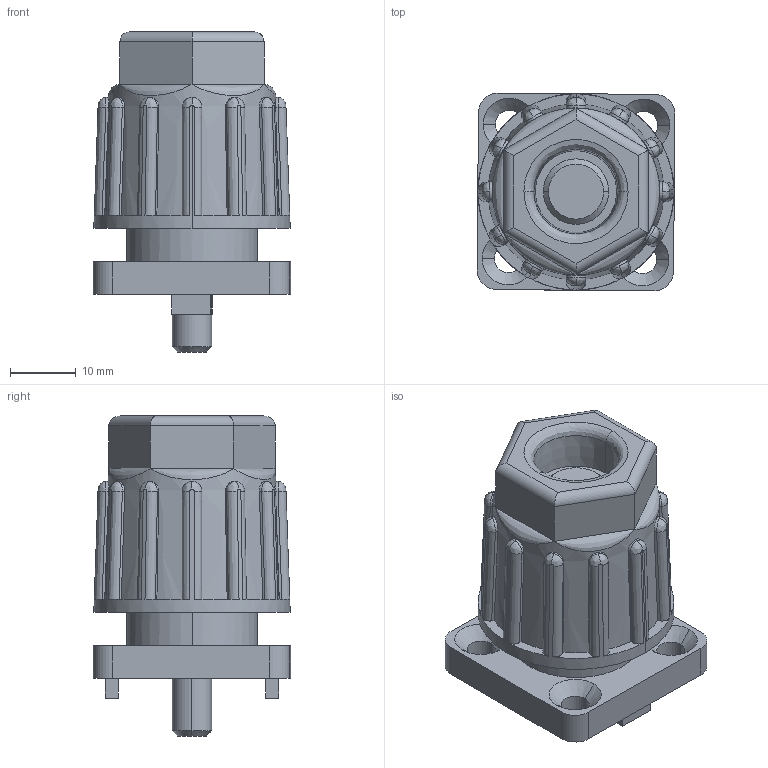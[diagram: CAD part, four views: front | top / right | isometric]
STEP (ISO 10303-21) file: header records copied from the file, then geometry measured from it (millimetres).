
FILE_DESCRIPTION (( 'STEP AP214' ), '1' );
FILE_NAME ('263510400.STEP', '2014-02-18T08:29:25', ( '' ), ( '' ), 'SwSTEP 2.0', 'SolidWorks 2014', '' );
FILE_SCHEMA (( 'AUTOMOTIVE_DESIGN' ));
Length unit declared in the file: millimetre
Products named in the file (1): 263510400
Bounding box: 30.2 x 30.2 x 48.87 mm (x, y, z)
Volume: 17213.2 mm3; surface area: 14066.8 mm2
Topology: 4 solids, 4 shells, 296 faces, 776 edges, 476 vertices
Faces by surface type: plane 132, bspline 61, cylinder 61, cone 42
Entity records: 14720 total; most frequent: CARTESIAN_POINT 4709, ORIENTED_EDGE 1504, DIRECTION 1247, EDGE_CURVE 752, VERTEX_POINT 476, AXIS2_PLACEMENT_3D 458, VECTOR 331, LINE 331
